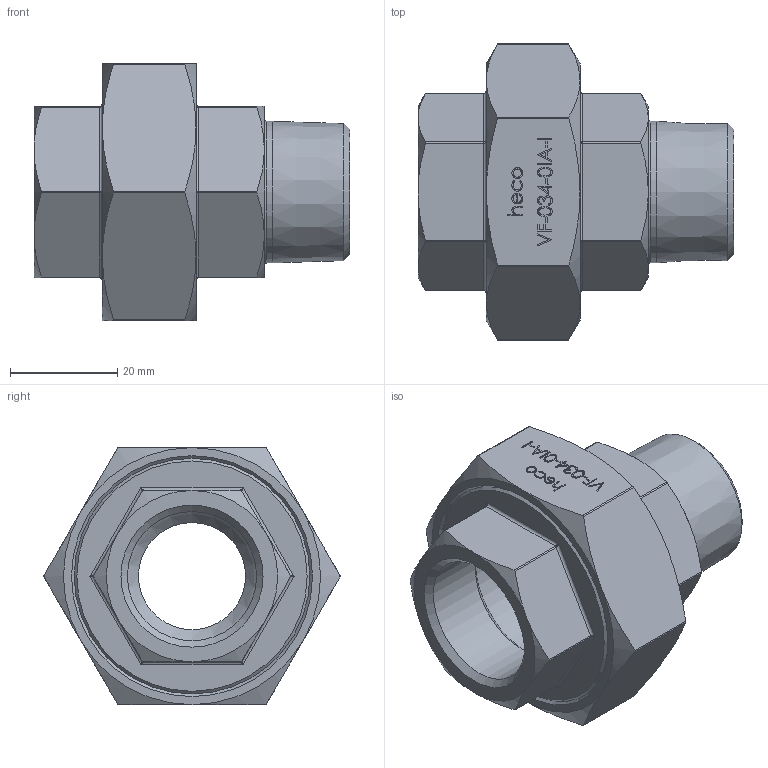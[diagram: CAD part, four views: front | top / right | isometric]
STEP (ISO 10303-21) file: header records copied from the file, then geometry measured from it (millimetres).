
FILE_DESCRIPTION (( 'STEP AP214' ), '1' );
FILE_NAME ('heco_VF-034-0IA-I.STEP', '2016-07-06T13:22:24', ( '' ), ( '' ), 'SwSTEP 2.0', 'SolidWorks 2011', '' );
FILE_SCHEMA (( 'AUTOMOTIVE_DESIGN' ));
Length unit declared in the file: millimetre
Products named in the file (1): heco_VF-034-0IA-I
Bounding box: 59 x 55.33 x 48.05 mm (x, y, z)
Volume: 38080.9 mm3; surface area: 14607.1 mm2
Topology: 1 solids, 1 shells, 276 faces, 679 edges, 422 vertices
Faces by surface type: plane 126, bspline 79, cylinder 37, cone 32, torus 2
Full cylindrical faces by diameter (mm): 20 x1, 24.117 x1, 26.441 x1, 26.841 x1, 42 x1, 43.4 x1, 44 x1
Entity records: 13721 total; most frequent: CARTESIAN_POINT 6302, ORIENTED_EDGE 1294, DIRECTION 848, EDGE_CURVE 647, VERTEX_POINT 419, VECTOR 358, LINE 358, EDGE_LOOP 324
